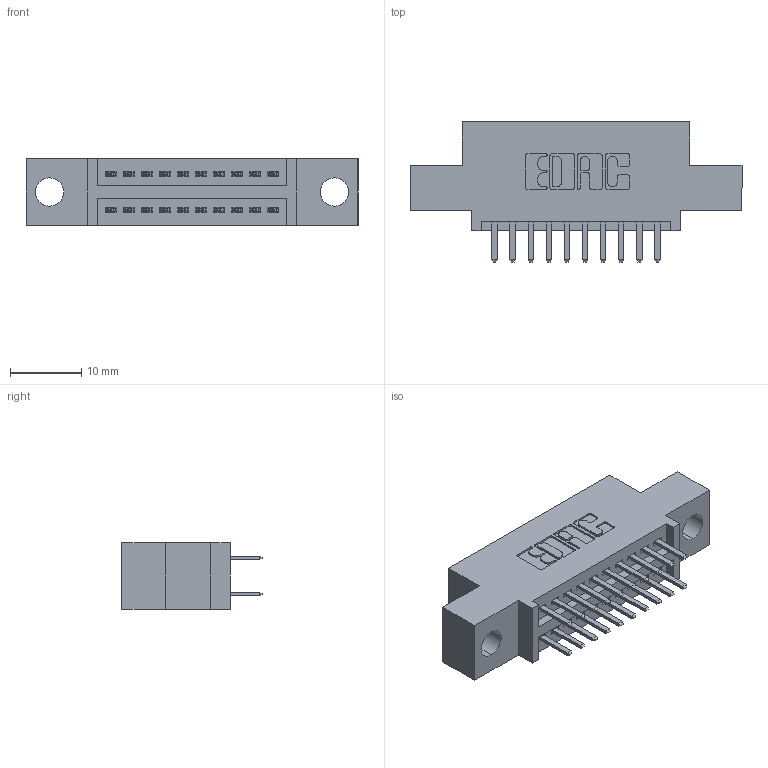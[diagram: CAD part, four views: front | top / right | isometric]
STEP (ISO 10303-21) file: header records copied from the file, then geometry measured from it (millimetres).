
FILE_DESCRIPTION (( 'STEP AP203' ), '1' );
FILE_NAME ('395-020-520-504.STEP', '2018-11-07T14:40:27', ( '' ), ( '' ), 'SwSTEP 2.0', 'SolidWorks 2016', '' );
FILE_SCHEMA (( 'CONFIG_CONTROL_DESIGN' ));
Length unit declared in the file: inch
Products named in the file (3): 395-020-520-504; 345-292-001_345-293-120; 345 Part_0.110 Offset - 0.156 Dia-TH
Assembly tree (21 placements, depth 2):
  395-020-520-504
    345 Part_0.110 Offset - 0.156 Dia-TH
    345-292-001_345-293-120  x20
Bounding box: 46.61 x 19.68 x 9.4 mm (x, y, z)
Volume: 4060.6 mm3; surface area: 5271.8 mm2
Topology: 21 solids, 21 shells, 1210 faces, 3493 edges, 2274 vertices
Faces by surface type: plane 784, cylinder 426
Entity records: 12403 total; most frequent: CARTESIAN_POINT 2124, ORIENTED_EDGE 2046, DIRECTION 1899, EDGE_CURVE 1023, VECTOR 847, LINE 847, VERTEX_POINT 678, AXIS2_PLACEMENT_3D 526
